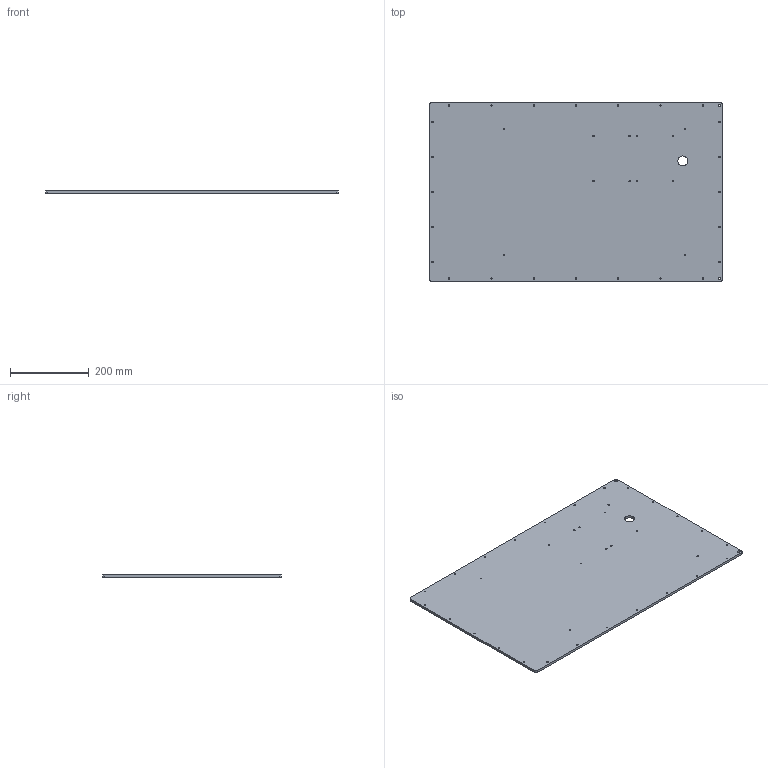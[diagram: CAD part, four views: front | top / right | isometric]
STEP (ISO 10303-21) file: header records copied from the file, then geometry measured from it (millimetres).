
FILE_DESCRIPTION(/* description */ (''),/* implementation_level */ '2;1');
FILE_NAME(/* name */ 'ZLT_Right_Panel v1.step',/* time_stamp */ '2020-10-13T14:12:59+01:00',/* author */ (''),/* organization */ (''),/* preprocessor_version */ 'ST-DEVELOPER v18.1',/* originating_system */ 'Autodesk Translation Framework v9.3.0.1241',/* authorisation */ '');
FILE_SCHEMA (('AUTOMOTIVE_DESIGN { 1 0 10303 214 3 1 1 }'));
Length unit declared in the file: millimetre
Products named in the file (1): Right_Panel
Bounding box: 745 x 455 x 6.35 mm (x, y, z)
Volume: 2146449.2 mm3; surface area: 694532.1 mm2
Topology: 1 solids, 1 shells, 49 faces, 141 edges, 94 vertices
Faces by surface type: cylinder 43, plane 6
Full cylindrical faces by diameter (mm): 3.5 x36, 7 x2, 25.4 x1
Entity records: 1850 total; most frequent: DIRECTION 327, CARTESIAN_POINT 285, ORIENTED_EDGE 282, EDGE_CURVE 141, AXIS2_PLACEMENT_3D 136, EDGE_LOOP 127, VERTEX_POINT 94, CIRCLE 86
